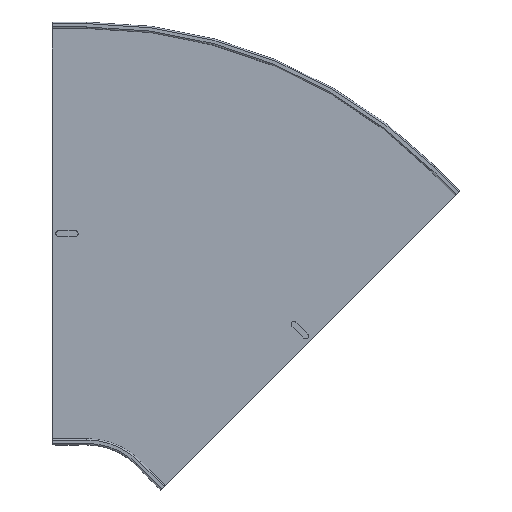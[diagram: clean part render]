
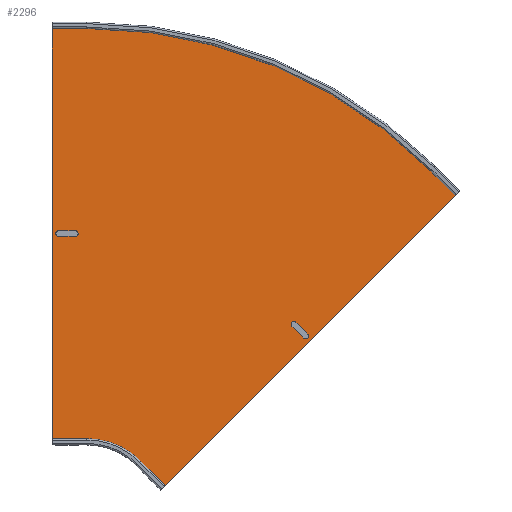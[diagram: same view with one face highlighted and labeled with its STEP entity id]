
A CAD part, top view. The second image highlights one B-rep face of the part: STEP entity #2296.
In plain terms, the highlighted planar face has unit normal (0, 0, 1).
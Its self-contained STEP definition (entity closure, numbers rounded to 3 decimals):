
#248=FACE_OUTER_BOUND('',#382,.T.);
#382=EDGE_LOOP('',(#2107,#2108,#2109,#2110,#2111,#2112,#2113,#2114));
#451=CIRCLE('',#2421,102.6);
#522=CIRCLE('',#2550,699.8);
#613=LINE('',#3710,#793);
#617=LINE('',#3718,#797);
#628=LINE('',#3765,#808);
#701=LINE('',#4025,#881);
#702=LINE('',#4030,#882);
#726=LINE('',#4099,#906);
#793=VECTOR('',#2950,1.);
#797=VECTOR('',#2958,1.);
#808=VECTOR('',#2997,1.);
#881=VECTOR('',#3306,1.);
#882=VECTOR('',#3311,1.);
#906=VECTOR('',#3395,1.);
#997=VERTEX_POINT('',#3625);
#998=VERTEX_POINT('',#3627);
#1020=VERTEX_POINT('',#3709);
#1022=VERTEX_POINT('',#3717);
#1043=VERTEX_POINT('',#3761);
#1086=VERTEX_POINT('',#3921);
#1113=VERTEX_POINT('',#4023);
#1115=VERTEX_POINT('',#4028);
#1237=EDGE_CURVE('',#997,#998,#451,.T.);
#1278=EDGE_CURVE('',#998,#1020,#613,.T.);
#1283=EDGE_CURVE('',#1022,#1020,#617,.T.);
#1307=EDGE_CURVE('',#1043,#1022,#628,.T.);
#1386=EDGE_CURVE('',#1086,#1043,#522,.T.);
#1437=EDGE_CURVE('',#1113,#1086,#701,.T.);
#1439=EDGE_CURVE('',#1115,#997,#702,.T.);
#1474=EDGE_CURVE('',#1115,#1113,#726,.T.);
#2107=ORIENTED_EDGE('',*,*,#1439,.F.);
#2108=ORIENTED_EDGE('',*,*,#1474,.T.);
#2109=ORIENTED_EDGE('',*,*,#1437,.T.);
#2110=ORIENTED_EDGE('',*,*,#1386,.T.);
#2111=ORIENTED_EDGE('',*,*,#1307,.T.);
#2112=ORIENTED_EDGE('',*,*,#1283,.T.);
#2113=ORIENTED_EDGE('',*,*,#1278,.F.);
#2114=ORIENTED_EDGE('',*,*,#1237,.F.);
#2162=PLANE('',#2619);
#2296=ADVANCED_FACE('',(#248),#2162,.T.);
#2421=AXIS2_PLACEMENT_3D('',#3628,#2858,#2859);
#2550=AXIS2_PLACEMENT_3D('',#3923,#3194,#3195);
#2619=AXIS2_PLACEMENT_3D('',#4100,#3396,#3397);
#2858=DIRECTION('center_axis',(0.,0.,1.));
#2859=DIRECTION('ref_axis',(1.,0.,0.));
#2950=DIRECTION('',(-1.,0.,0.));
#2958=DIRECTION('',(0.,-1.,0.));
#2997=DIRECTION('',(-1.,0.,0.));
#3194=DIRECTION('center_axis',(0.,0.,1.));
#3195=DIRECTION('ref_axis',(1.,0.,0.));
#3306=DIRECTION('',(-0.707,0.707,0.));
#3311=DIRECTION('',(-0.707,0.707,0.));
#3395=DIRECTION('',(0.707,0.707,0.));
#3396=DIRECTION('center_axis',(0.,0.,1.));
#3397=DIRECTION('ref_axis',(0.707,0.707,0.));
#3625=CARTESIAN_POINT('',(127.638,-22.328,0.6));
#3627=CARTESIAN_POINT('',(55.088,7.723,0.6));
#3628=CARTESIAN_POINT('Origin',(55.088,-94.877,0.6));
#3709=CARTESIAN_POINT('',(5.788,7.723,0.6));
#3710=CARTESIAN_POINT('',(55.088,7.723,0.6));
#3717=CARTESIAN_POINT('',(5.788,604.923,0.6));
#3718=CARTESIAN_POINT('',(5.788,356.323,0.6));
#3761=CARTESIAN_POINT('',(55.088,604.923,0.6));
#3765=CARTESIAN_POINT('',(55.088,604.923,0.6));
#3921=CARTESIAN_POINT('',(549.922,399.957,0.6));
#3923=CARTESIAN_POINT('Origin',(55.088,-94.877,0.6));
#4023=CARTESIAN_POINT('',(584.782,365.096,0.6));
#4025=CARTESIAN_POINT('',(584.782,365.096,0.6));
#4028=CARTESIAN_POINT('',(162.498,-57.188,0.6));
#4030=CARTESIAN_POINT('',(162.498,-57.188,0.6));
#4099=CARTESIAN_POINT('',(162.498,-57.188,0.6));
#4100=CARTESIAN_POINT('Origin',(127.638,-22.328,0.6));
